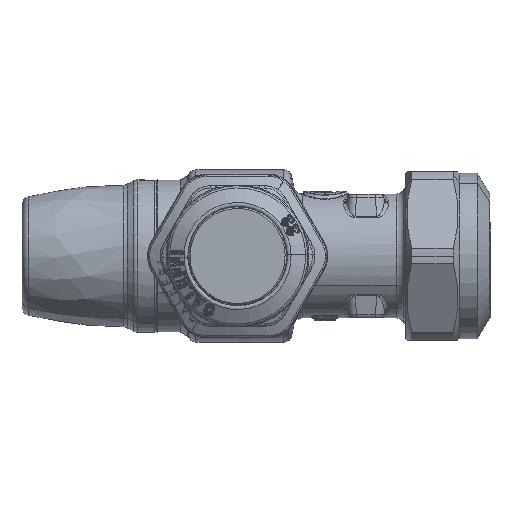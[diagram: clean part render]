
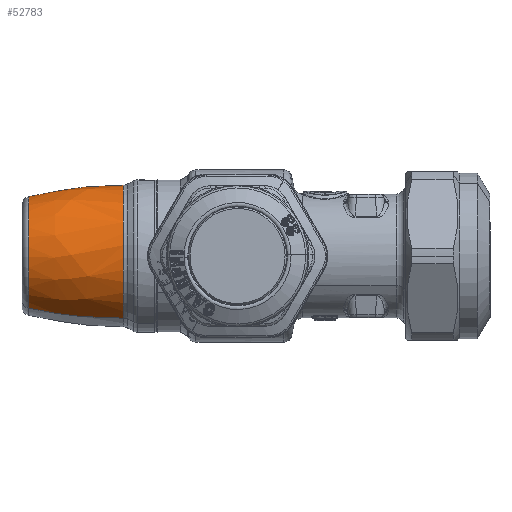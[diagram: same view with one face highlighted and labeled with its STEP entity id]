
A CAD part, left-side view. The second image highlights one B-rep face of the part: STEP entity #52783.
In plain terms, the highlighted face is a revolution surface.
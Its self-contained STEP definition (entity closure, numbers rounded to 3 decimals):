
#46985=CARTESIAN_POINT('Axis2P3D Location',(0.,25.813,0.)) ;
#46989=CARTESIAN_POINT('Vertex',(7.675,25.813,14.05)) ;
#46991=CARTESIAN_POINT('Vertex',(-7.675,25.813,-14.05)) ;
#52745=CARTESIAN_POINT('Control Point',(0.,25.813,16.01)) ;
#52746=CARTESIAN_POINT('Control Point',(0.,31.217,16.085)) ;
#52747=CARTESIAN_POINT('Control Point',(0.,36.627,15.675)) ;
#52748=CARTESIAN_POINT('Control Point',(0.,41.979,14.776)) ;
#52749=CARTESIAN_POINT('Control Point',(0.,47.207,13.407)) ;
#52750=CARTESIAN_POINT('Axis1P Location',(0.,33.7,0.)) ;
#52754=CARTESIAN_POINT('Axis2P3D Location',(0.,47.207,0.)) ;
#52758=CARTESIAN_POINT('Vertex',(-6.427,47.207,-11.765)) ;
#52760=CARTESIAN_POINT('Vertex',(6.427,47.207,11.765)) ;
#52764=CARTESIAN_POINT('Control Point',(-7.675,25.813,-14.05)) ;
#52765=CARTESIAN_POINT('Control Point',(-7.712,31.217,-14.116)) ;
#52766=CARTESIAN_POINT('Control Point',(-7.515,36.627,-13.756)) ;
#52767=CARTESIAN_POINT('Control Point',(-7.084,41.979,-12.967)) ;
#52768=CARTESIAN_POINT('Control Point',(-6.427,47.207,-11.765)) ;
#52771=CARTESIAN_POINT('Control Point',(7.675,25.813,14.05)) ;
#52772=CARTESIAN_POINT('Control Point',(7.712,31.217,14.116)) ;
#52773=CARTESIAN_POINT('Control Point',(7.515,36.627,13.756)) ;
#52774=CARTESIAN_POINT('Control Point',(7.084,41.979,12.967)) ;
#52775=CARTESIAN_POINT('Control Point',(6.427,47.207,11.765)) ;
#46986=DIRECTION('Axis2P3D Direction',(0.,-1.,0.)) ;
#52751=DIRECTION('Axis1P Direction',(0.,1.,0.)) ;
#52755=DIRECTION('Axis2P3D Direction',(0.,1.,0.)) ;
#46987=AXIS2_PLACEMENT_3D('Circle Axis2P3D',#46985,#46986,$) ;
#52756=AXIS2_PLACEMENT_3D('Circle Axis2P3D',#52754,#52755,$) ;
#46988=CIRCLE('generated circle',#46987,16.01) ;
#52757=CIRCLE('generated circle',#52756,13.407) ;
#52753=SURFACE_OF_REVOLUTION('Surface of Revolution',#52744,#52752) ;
#52752=AXIS1_PLACEMENT('Revolution Surface Axis1P',#52750,#52751) ;
#46993=EDGE_CURVE('',#46990,#46992,#46988,.T.) ;
#52762=EDGE_CURVE('',#52759,#52761,#52757,.T.) ;
#52769=EDGE_CURVE('',#46992,#52759,#52763,.T.) ;
#52776=EDGE_CURVE('',#46990,#52761,#52770,.T.) ;
#52778=ORIENTED_EDGE('',*,*,#52762,.F.) ;
#52779=ORIENTED_EDGE('',*,*,#52769,.F.) ;
#52780=ORIENTED_EDGE('',*,*,#46993,.F.) ;
#52781=ORIENTED_EDGE('',*,*,#52776,.T.) ;
#52777=EDGE_LOOP('',(#52778,#52779,#52780,#52781)) ;
#46990=VERTEX_POINT('',#46989) ;
#46992=VERTEX_POINT('',#46991) ;
#52759=VERTEX_POINT('',#52758) ;
#52761=VERTEX_POINT('',#52760) ;
#52783=ADVANCED_FACE('PartBody',(#52782),#52753,.T.) ;
#52744=B_SPLINE_CURVE_WITH_KNOTS('',4,(#52745,#52746,#52747,#52748,#52749),.UNSPECIFIED.,.F.,.U.,(5,5),(501.532,523.149),.UNSPECIFIED.) ;
#52763=B_SPLINE_CURVE_WITH_KNOTS('',4,(#52764,#52765,#52766,#52767,#52768),.UNSPECIFIED.,.F.,.U.,(5,5),(501.532,523.149),.UNSPECIFIED.) ;
#52770=B_SPLINE_CURVE_WITH_KNOTS('',4,(#52771,#52772,#52773,#52774,#52775),.UNSPECIFIED.,.F.,.U.,(5,5),(501.532,523.149),.UNSPECIFIED.) ;
#52782=FACE_OUTER_BOUND('',#52777,.T.) ;
